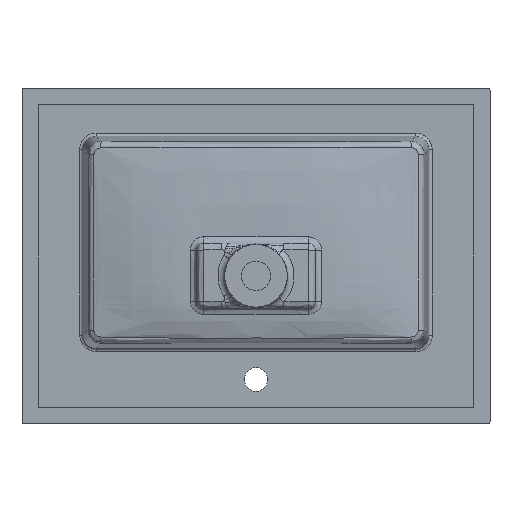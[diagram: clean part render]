
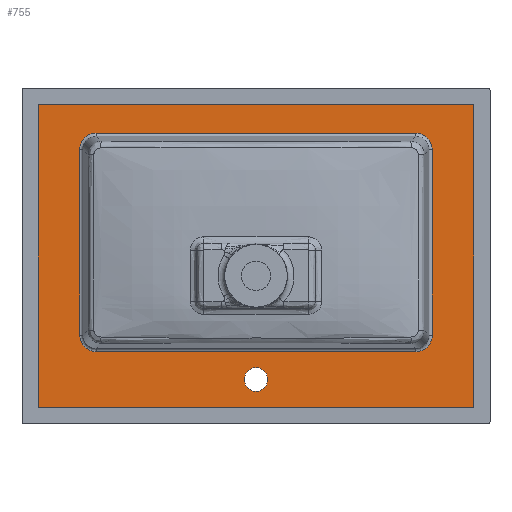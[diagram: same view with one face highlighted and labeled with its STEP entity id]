
A CAD part, front view. The second image highlights one B-rep face of the part: STEP entity #755.
In plain terms, the highlighted planar face has unit normal (0, -1, 0).
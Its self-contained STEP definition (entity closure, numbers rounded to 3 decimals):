
#28 = EDGE_CURVE ( 'NONE', #10763, #918, #7346, .T. ) ;
#68 = VERTEX_POINT ( 'NONE', #10645 ) ;
#505 = CARTESIAN_POINT ( 'NONE',  ( 263.57, -12., 159.03 ) ) ;
#536 = FACE_BOUND ( 'NONE', #12353, .T. ) ;
#755 = ADVANCED_FACE ( 'NONE', ( #536, #22220, #11376 ), #18669, .F. ) ;
#768 = VECTOR ( 'NONE', #14640, 1000. ) ;
#918 = VERTEX_POINT ( 'NONE', #7104 ) ;
#1788 = ORIENTED_EDGE ( 'NONE', *, *, #9536, .T. ) ;
#1830 = VERTEX_POINT ( 'NONE', #7134 ) ;
#2264 = CIRCLE ( 'NONE', #11654, 17.5 ) ;
#2505 = VERTEX_POINT ( 'NONE', #5599 ) ;
#2817 = EDGE_CURVE ( 'NONE', #9893, #19937, #21122, .T. ) ;
#2962 = VECTOR ( 'NONE', #15713, 1000. ) ;
#3289 = DIRECTION ( 'NONE',  ( 0., 0., 1. ) ) ;
#3658 = ORIENTED_EDGE ( 'NONE', *, *, #21101, .F. ) ;
#3693 = EDGE_CURVE ( 'NONE', #16618, #1830, #10978, .T. ) ;
#3816 = DIRECTION ( 'NONE',  ( 1., 0., 0. ) ) ;
#4042 = CARTESIAN_POINT ( 'NONE',  ( 253.277, -12., 183.935 ) ) ;
#4114 = CARTESIAN_POINT ( 'NONE',  ( 238.665, -12., -143.205 ) ) ;
#4178 = CARTESIAN_POINT ( 'NONE',  ( -263.57, -12., -118.3 ) ) ;
#4184 = AXIS2_PLACEMENT_3D ( 'NONE', #7600, #13158, #15146 ) ;
#4517 = EDGE_CURVE ( 'NONE', #20227, #9893, #14533, .T. ) ;
#5141 = CARTESIAN_POINT ( 'NONE',  ( 263.57, -12., 173.642 ) ) ;
#5428 = ORIENTED_EDGE ( 'NONE', *, *, #15314, .T. ) ;
#5445 = CARTESIAN_POINT ( 'NONE',  ( 263.57, -12., 159.03 ) ) ;
#5599 = CARTESIAN_POINT ( 'NONE',  ( -263.57, -12., -118.3 ) ) ;
#5759 = EDGE_CURVE ( 'NONE', #1830, #2505, #17133, .T. ) ;
#5949 = CARTESIAN_POINT ( 'NONE',  ( -253.277, -12., -143.205 ) ) ;
#5998 = CARTESIAN_POINT ( 'NONE',  ( 263.57, -12., -132.912 ) ) ;
#6334 = CARTESIAN_POINT ( 'NONE',  ( 253.277, -12., -143.205 ) ) ;
#6369 = CARTESIAN_POINT ( 'NONE',  ( 0., -12., -184.734 ) ) ;
#6393 = ORIENTED_EDGE ( 'NONE', *, *, #10899, .T. ) ;
#6428 = EDGE_CURVE ( 'NONE', #8722, #8722, #2264, .T. ) ;
#6964 = CARTESIAN_POINT ( 'NONE',  ( 0., -12., -167.234 ) ) ;
#7069 = ORIENTED_EDGE ( 'NONE', *, *, #14075, .F. ) ;
#7104 = CARTESIAN_POINT ( 'NONE',  ( 238.665, -12., 183.935 ) ) ;
#7134 = CARTESIAN_POINT ( 'NONE',  ( -238.665, -12., -143.205 ) ) ;
#7346 = LINE ( 'NONE', #16427, #22256 ) ;
#7600 = CARTESIAN_POINT ( 'NONE',  ( 0., -12., 0. ) ) ;
#7619 = ORIENTED_EDGE ( 'NONE', *, *, #28, .T. ) ;
#7878 = LINE ( 'NONE', #15311, #16642 ) ;
#8128 = EDGE_LOOP ( 'NONE', ( #21592, #10789, #9036, #1788, #7619, #9178, #6393, #5428 ) ) ;
#8360 = DIRECTION ( 'NONE',  ( 0., 1., 0. ) ) ;
#8492 = LINE ( 'NONE', #13394, #14663 ) ;
#8722 = VERTEX_POINT ( 'NONE', #6964 ) ;
#8777 = CARTESIAN_POINT ( 'NONE',  ( -325.945, -12., 225.945 ) ) ;
#9036 = ORIENTED_EDGE ( 'NONE', *, *, #19057, .T. ) ;
#9178 = ORIENTED_EDGE ( 'NONE', *, *, #11552, .T. ) ;
#9209 = DIRECTION ( 'NONE',  ( 1., 0., 0. ) ) ;
#9536 = EDGE_CURVE ( 'NONE', #10128, #10763, #17751, .T. ) ;
#9748 = CARTESIAN_POINT ( 'NONE',  ( 263.57, -12., -118.3 ) ) ;
#9893 = VERTEX_POINT ( 'NONE', #18890 ) ;
#9900 = ORIENTED_EDGE ( 'NONE', *, *, #2817, .F. ) ;
#9949 = DIRECTION ( 'NONE',  ( 0., 0., 1. ) ) ;
#9990 = CARTESIAN_POINT ( 'NONE',  ( -238.665, -12., 183.935 ) ) ;
#10128 = VERTEX_POINT ( 'NONE', #13011 ) ;
#10293 = DIRECTION ( 'NONE',  ( -1., 0., 0. ) ) ;
#10645 = CARTESIAN_POINT ( 'NONE',  ( 263.57, -12., -118.3 ) ) ;
#10763 = VERTEX_POINT ( 'NONE', #9990 ) ;
#10789 = ORIENTED_EDGE ( 'NONE', *, *, #5759, .T. ) ;
#10899 = EDGE_CURVE ( 'NONE', #19151, #68, #7878, .T. ) ;
#10978 = LINE ( 'NONE', #18165, #768 ) ;
#10987 = CARTESIAN_POINT ( 'NONE',  ( 0., -12., 225.945 ) ) ;
#11376 = FACE_OUTER_BOUND ( 'NONE', #15794, .T. ) ;
#11426 = DIRECTION ( 'NONE',  ( 0., 0., -1. ) ) ;
#11552 = EDGE_CURVE ( 'NONE', #918, #19151, #14598, .T. ) ;
#11654 = AXIS2_PLACEMENT_3D ( 'NONE', #6369, #8360, #13461 ) ;
#11938 = ORIENTED_EDGE ( 'NONE', *, *, #6428, .T. ) ;
#12064 = CARTESIAN_POINT ( 'NONE',  ( -325.945, -12., -225.945 ) ) ;
#12241 = CARTESIAN_POINT ( 'NONE',  ( -325.945, -12., 0. ) ) ;
#12353 = EDGE_LOOP ( 'NONE', ( #11938 ) ) ;
#13011 = CARTESIAN_POINT ( 'NONE',  ( -263.57, -12., 159.03 ) ) ;
#13158 = DIRECTION ( 'NONE',  ( 0., 1., 0. ) ) ;
#13394 = CARTESIAN_POINT ( 'NONE',  ( -263.57, -12., 0. ) ) ;
#13461 = DIRECTION ( 'NONE',  ( 0., 0., 1. ) ) ;
#13948 = VECTOR ( 'NONE', #9209, 1000. ) ;
#14075 = EDGE_CURVE ( 'NONE', #19937, #20848, #15378, .T. ) ;
#14533 = LINE ( 'NONE', #10987, #13948 ) ;
#14598 =( BOUNDED_CURVE ( )  B_SPLINE_CURVE ( 3, ( #16659, #4042, #5141, #505 ),
 .UNSPECIFIED., .F., .T. ) 
 B_SPLINE_CURVE_WITH_KNOTS ( ( 4, 4 ),
 ( 2.36, 3.923 ),
 .UNSPECIFIED. ) 
 CURVE ( )  GEOMETRIC_REPRESENTATION_ITEM ( )  RATIONAL_B_SPLINE_CURVE ( ( 1., 0.807, 0.807, 1. ) ) 
 REPRESENTATION_ITEM ( '' )  );
#14640 = DIRECTION ( 'NONE',  ( -1., 0., 0. ) ) ;
#14663 = VECTOR ( 'NONE', #9949, 1000. ) ;
#14798 = CARTESIAN_POINT ( 'NONE',  ( -238.665, -12., -143.205 ) ) ;
#15146 = DIRECTION ( 'NONE',  ( 0., 0., 1. ) ) ;
#15311 = CARTESIAN_POINT ( 'NONE',  ( 263.57, -12., 0. ) ) ;
#15314 = EDGE_CURVE ( 'NONE', #68, #16618, #20015, .T. ) ;
#15378 = LINE ( 'NONE', #22563, #18218 ) ;
#15713 = DIRECTION ( 'NONE',  ( 0., 0., -1. ) ) ;
#15794 = EDGE_LOOP ( 'NONE', ( #18690, #3658, #7069, #9900 ) ) ;
#16213 = CARTESIAN_POINT ( 'NONE',  ( 238.665, -12., -143.205 ) ) ;
#16427 = CARTESIAN_POINT ( 'NONE',  ( 0., -12., 183.935 ) ) ;
#16565 = CARTESIAN_POINT ( 'NONE',  ( -263.57, -12., -132.912 ) ) ;
#16618 = VERTEX_POINT ( 'NONE', #16213 ) ;
#16642 = VECTOR ( 'NONE', #11426, 1000. ) ;
#16659 = CARTESIAN_POINT ( 'NONE',  ( 238.665, -12., 183.935 ) ) ;
#17133 =( BOUNDED_CURVE ( )  B_SPLINE_CURVE ( 3, ( #14798, #5949, #16565, #4178 ),
 .UNSPECIFIED., .F., .T. ) 
 B_SPLINE_CURVE_WITH_KNOTS ( ( 4, 4 ),
 ( 2.36, 3.923 ),
 .UNSPECIFIED. ) 
 CURVE ( )  GEOMETRIC_REPRESENTATION_ITEM ( )  RATIONAL_B_SPLINE_CURVE ( ( 1., 0.807, 0.807, 1. ) ) 
 REPRESENTATION_ITEM ( '' )  );
#17744 = CARTESIAN_POINT ( 'NONE',  ( -263.57, -12., 173.642 ) ) ;
#17751 =( BOUNDED_CURVE ( )  B_SPLINE_CURVE ( 3, ( #21518, #17744, #23175, #23291 ),
 .UNSPECIFIED., .F., .T. ) 
 B_SPLINE_CURVE_WITH_KNOTS ( ( 4, 4 ),
 ( 2.36, 3.923 ),
 .UNSPECIFIED. ) 
 CURVE ( )  GEOMETRIC_REPRESENTATION_ITEM ( )  RATIONAL_B_SPLINE_CURVE ( ( 1., 0.807, 0.807, 1. ) ) 
 REPRESENTATION_ITEM ( '' )  );
#18165 = CARTESIAN_POINT ( 'NONE',  ( 0., -12., -143.205 ) ) ;
#18218 = VECTOR ( 'NONE', #10293, 1000. ) ;
#18414 = VECTOR ( 'NONE', #3289, 1000. ) ;
#18669 = PLANE ( 'NONE',  #4184 ) ;
#18690 = ORIENTED_EDGE ( 'NONE', *, *, #4517, .F. ) ;
#18890 = CARTESIAN_POINT ( 'NONE',  ( 325.945, -12., 225.945 ) ) ;
#19057 = EDGE_CURVE ( 'NONE', #2505, #10128, #8492, .T. ) ;
#19151 = VERTEX_POINT ( 'NONE', #5445 ) ;
#19937 = VERTEX_POINT ( 'NONE', #20112 ) ;
#20015 =( BOUNDED_CURVE ( )  B_SPLINE_CURVE ( 3, ( #9748, #5998, #6334, #4114 ),
 .UNSPECIFIED., .F., .T. ) 
 B_SPLINE_CURVE_WITH_KNOTS ( ( 4, 4 ),
 ( 2.36, 3.923 ),
 .UNSPECIFIED. ) 
 CURVE ( )  GEOMETRIC_REPRESENTATION_ITEM ( )  RATIONAL_B_SPLINE_CURVE ( ( 1., 0.807, 0.807, 1. ) ) 
 REPRESENTATION_ITEM ( '' )  );
#20112 = CARTESIAN_POINT ( 'NONE',  ( 325.945, -12., -225.945 ) ) ;
#20227 = VERTEX_POINT ( 'NONE', #8777 ) ;
#20848 = VERTEX_POINT ( 'NONE', #12064 ) ;
#21101 = EDGE_CURVE ( 'NONE', #20848, #20227, #23205, .T. ) ;
#21122 = LINE ( 'NONE', #21246, #2962 ) ;
#21246 = CARTESIAN_POINT ( 'NONE',  ( 325.945, -12., 0. ) ) ;
#21518 = CARTESIAN_POINT ( 'NONE',  ( -263.57, -12., 159.03 ) ) ;
#21592 = ORIENTED_EDGE ( 'NONE', *, *, #3693, .T. ) ;
#22220 = FACE_BOUND ( 'NONE', #8128, .T. ) ;
#22256 = VECTOR ( 'NONE', #3816, 1000. ) ;
#22563 = CARTESIAN_POINT ( 'NONE',  ( 0., -12., -225.945 ) ) ;
#23175 = CARTESIAN_POINT ( 'NONE',  ( -253.277, -12., 183.935 ) ) ;
#23205 = LINE ( 'NONE', #12241, #18414 ) ;
#23291 = CARTESIAN_POINT ( 'NONE',  ( -238.665, -12., 183.935 ) ) ;
